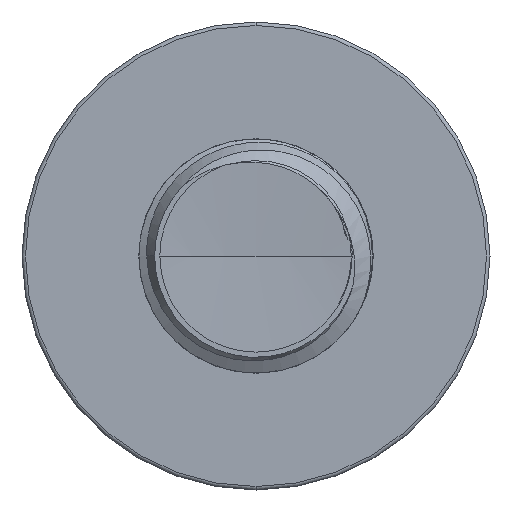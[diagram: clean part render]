
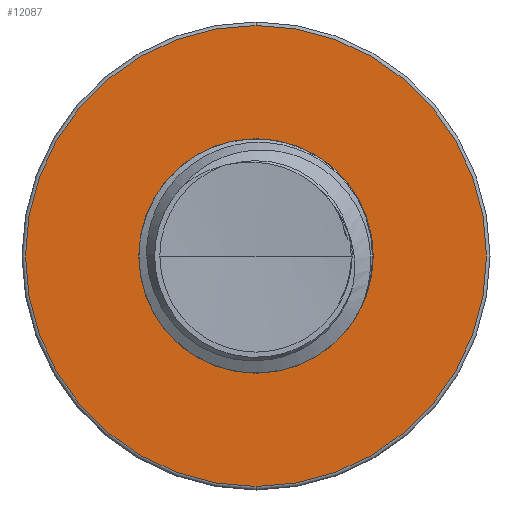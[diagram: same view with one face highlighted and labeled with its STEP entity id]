
A CAD part, front view. The second image highlights one B-rep face of the part: STEP entity #12087.
In plain terms, the highlighted planar face has unit normal (0, -1, 0).
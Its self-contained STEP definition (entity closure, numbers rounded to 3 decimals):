
#1014 = ORIENTED_EDGE ( 'NONE', *, *, #19979, .T. ) ;
#1575 = DIRECTION ( 'NONE',  ( 0., 0., -1. ) ) ;
#1636 = EDGE_LOOP ( 'NONE', ( #1014, #7594 ) ) ;
#1696 = FACE_BOUND ( 'NONE', #6155, .T. ) ;
#1787 = VERTEX_POINT ( 'NONE', #2223 ) ;
#2019 = CARTESIAN_POINT ( 'NONE',  ( 0., 8., -3.447 ) ) ;
#2144 = CARTESIAN_POINT ( 'NONE',  ( 0., 8., 0. ) ) ;
#2223 = CARTESIAN_POINT ( 'NONE',  ( 0., 8., 3.447 ) ) ;
#4074 = DIRECTION ( 'NONE',  ( 0., 0., -1. ) ) ;
#4233 = CARTESIAN_POINT ( 'NONE',  ( 0., 8., 0. ) ) ;
#4953 = AXIS2_PLACEMENT_3D ( 'NONE', #7562, #21322, #9813 ) ;
#6155 = EDGE_LOOP ( 'NONE', ( #8159, #12419 ) ) ;
#6229 = CARTESIAN_POINT ( 'NONE',  ( 0., 8., 0. ) ) ;
#6293 = DIRECTION ( 'NONE',  ( 0., 0., -1. ) ) ;
#6869 = CARTESIAN_POINT ( 'NONE',  ( 0., 8., 1.754 ) ) ;
#7562 = CARTESIAN_POINT ( 'NONE',  ( 0., 8., 1.754 ) ) ;
#7594 = ORIENTED_EDGE ( 'NONE', *, *, #16612, .T. ) ;
#8159 = ORIENTED_EDGE ( 'NONE', *, *, #17592, .F. ) ;
#8356 = DIRECTION ( 'NONE',  ( 0., 0., -1. ) ) ;
#9813 = DIRECTION ( 'NONE',  ( 0., 0., -1. ) ) ;
#9984 = AXIS2_PLACEMENT_3D ( 'NONE', #4233, #18366, #6293 ) ;
#10154 = CIRCLE ( 'NONE', #19129, 1.754 ) ;
#10393 = CARTESIAN_POINT ( 'NONE',  ( 0., 8., -1.754 ) ) ;
#12087 = ADVANCED_FACE ( 'NONE', ( #21765, #1696 ), #19660, .T. ) ;
#12419 = ORIENTED_EDGE ( 'NONE', *, *, #13925, .F. ) ;
#12790 = AXIS2_PLACEMENT_3D ( 'NONE', #6229, #20174, #8356 ) ;
#13510 = DIRECTION ( 'NONE',  ( 0., -1., 0. ) ) ;
#13925 = EDGE_CURVE ( 'NONE', #17267, #18933, #22451, .T. ) ;
#15802 = CIRCLE ( 'NONE', #22789, 3.447 ) ;
#16298 = DIRECTION ( 'NONE',  ( 0., -1., 0. ) ) ;
#16612 = EDGE_CURVE ( 'NONE', #1787, #23785, #15802, .T. ) ;
#17267 = VERTEX_POINT ( 'NONE', #6869 ) ;
#17592 = EDGE_CURVE ( 'NONE', #18933, #17267, #10154, .T. ) ;
#18366 = DIRECTION ( 'NONE',  ( 0., -1., 0. ) ) ;
#18933 = VERTEX_POINT ( 'NONE', #10393 ) ;
#19129 = AXIS2_PLACEMENT_3D ( 'NONE', #24148, #13510, #1575 ) ;
#19660 = PLANE ( 'NONE',  #4953 ) ;
#19979 = EDGE_CURVE ( 'NONE', #23785, #1787, #23405, .T. ) ;
#20174 = DIRECTION ( 'NONE',  ( 0., -1., 0. ) ) ;
#21322 = DIRECTION ( 'NONE',  ( 0., -1., 0. ) ) ;
#21765 = FACE_OUTER_BOUND ( 'NONE', #1636, .T. ) ;
#22451 = CIRCLE ( 'NONE', #9984, 1.754 ) ;
#22789 = AXIS2_PLACEMENT_3D ( 'NONE', #2144, #16298, #4074 ) ;
#23405 = CIRCLE ( 'NONE', #12790, 3.447 ) ;
#23785 = VERTEX_POINT ( 'NONE', #2019 ) ;
#24148 = CARTESIAN_POINT ( 'NONE',  ( 0., 8., 0. ) ) ;
